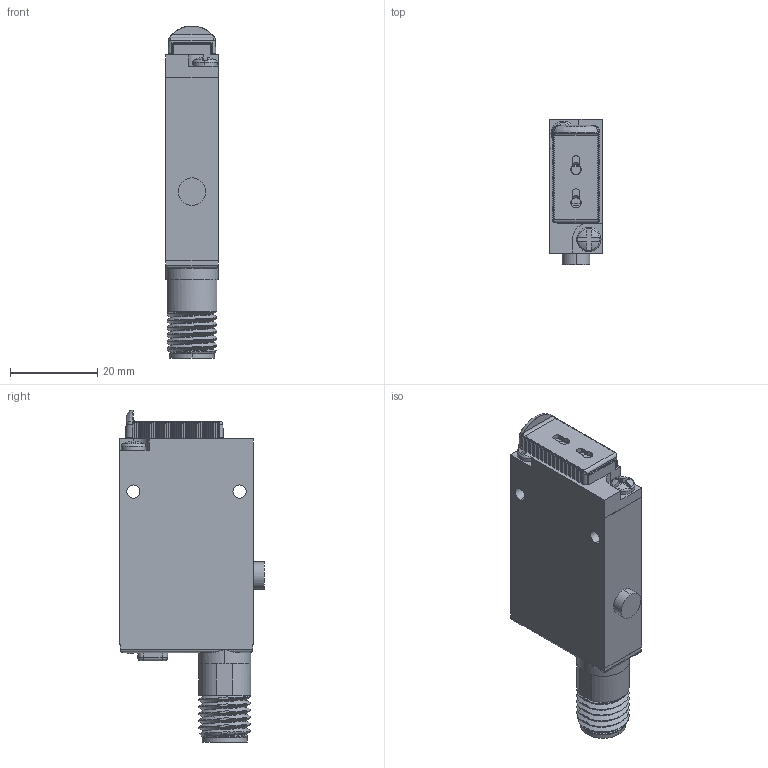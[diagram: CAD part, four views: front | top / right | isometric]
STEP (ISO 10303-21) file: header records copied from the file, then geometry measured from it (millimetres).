
FILE_DESCRIPTION((''),'2;1');
FILE_NAME('154494_SW','2011-01-10T',('banengservice'),('BANNER ENGINEERING'),'PRO/ENGINEER BY PARAMETRIC TECHNOLOGY CORPORATION, 2009141','PRO/ENGINEER BY PARAMETRIC TECHNOLOGY CORPORATION, 2009141','');
FILE_SCHEMA(('CONFIG_CONTROL_DESIGN'));
Length unit declared in the file: inch
Products named in the file (1): 154494_SW
Bounding box: 11.99 x 33.27 x 76.22 mm (x, y, z)
Volume: 8079.8 mm3; surface area: 13882.6 mm2
Topology: 3 solids, 4 shells, 1005 faces, 2741 edges, 1780 vertices
Faces by surface type: plane 612, cylinder 303, bspline 29, cone 28, torus 19, sphere 14
Entity records: 38940 total; most frequent: CARTESIAN_POINT 13868, ORIENTED_EDGE 5470, DIRECTION 4814, EDGE_CURVE 2735, VECTOR 1868, LINE 1868, VERTEX_POINT 1780, AXIS2_PLACEMENT_3D 1473
